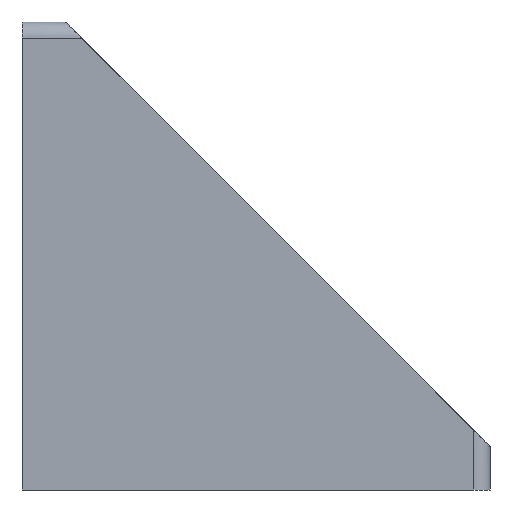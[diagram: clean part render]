
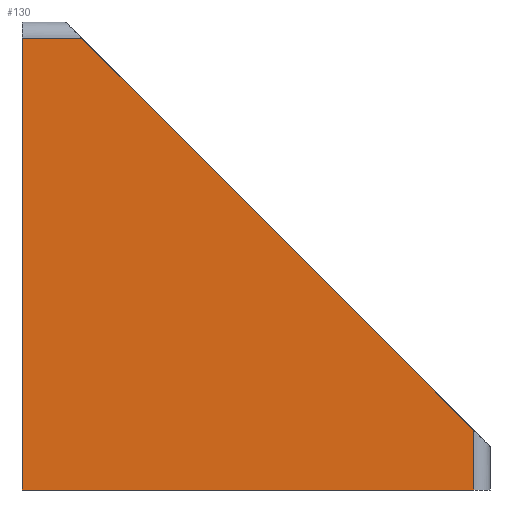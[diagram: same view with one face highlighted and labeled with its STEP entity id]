
A CAD part, left-side view. The second image highlights one B-rep face of the part: STEP entity #130.
In plain terms, the highlighted planar face has unit normal (-1, 0, 0).
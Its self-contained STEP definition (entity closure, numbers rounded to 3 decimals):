
#130=ADVANCED_FACE('',(#294),#295,.T.);
#294=FACE_OUTER_BOUND('',#488,.T.);
#295=PLANE('',#489);
#488=EDGE_LOOP('',(#840,#841,#842,#843,#844));
#489=AXIS2_PLACEMENT_3D('',#845,#846,#847);
#840=ORIENTED_EDGE('',*,*,#1233,.F.);
#841=ORIENTED_EDGE('',*,*,#1234,.T.);
#842=ORIENTED_EDGE('',*,*,#1223,.T.);
#843=ORIENTED_EDGE('',*,*,#1235,.F.);
#844=ORIENTED_EDGE('',*,*,#1129,.F.);
#845=CARTESIAN_POINT('',(-29.0,0.0,0.0));
#846=DIRECTION('',(-1.0,0.0,0.0));
#847=DIRECTION('',(0.0,-1.0,0.0));
#1129=EDGE_CURVE('',#1346,#1347,#1348,.T.);
#1223=EDGE_CURVE('',#1489,#1490,#1491,.T.);
#1233=EDGE_CURVE('',#1506,#1346,#1507,.T.);
#1234=EDGE_CURVE('',#1506,#1489,#1508,.T.);
#1235=EDGE_CURVE('',#1347,#1490,#1509,.T.);
#1346=VERTEX_POINT('',#1667);
#1347=VERTEX_POINT('',#1668);
#1348=LINE('',#1669,#1670);
#1489=VERTEX_POINT('',#1879);
#1490=VERTEX_POINT('',#1880);
#1491=LINE('',#1881,#1882);
#1506=VERTEX_POINT('',#1901);
#1507=LINE('',#1902,#1903);
#1508=LINE('',#1904,#1905);
#1509=LINE('',#1906,#1907);
#1667=CARTESIAN_POINT('',(-29.0,0.0,0.0));
#1668=CARTESIAN_POINT('',(-29.0,0.,55.0));
#1669=CARTESIAN_POINT('',(-29.0,0.0,0.0));
#1670=VECTOR('',#2119,55.0);
#1879=CARTESIAN_POINT('',(-29.0,-55.0,7.3));
#1880=CARTESIAN_POINT('',(-29.0,-7.3,55.0));
#1881=CARTESIAN_POINT('',(-29.0,-55.0,7.3));
#1882=VECTOR('',#2194,67.458);
#1901=CARTESIAN_POINT('',(-29.0,-55.0,0.0));
#1902=CARTESIAN_POINT('',(-29.0,-55.0,0.0));
#1903=VECTOR('',#2211,55.0);
#1904=CARTESIAN_POINT('',(-29.0,-55.0,0.0));
#1905=VECTOR('',#2212,7.3);
#1906=CARTESIAN_POINT('',(-29.0,0.,55.0));
#1907=VECTOR('',#2213,7.3);
#2119=DIRECTION('',(0.0,0.0,1.0));
#2194=DIRECTION('',(0.0,0.707,0.707));
#2211=DIRECTION('',(0.0,1.0,0.0));
#2212=DIRECTION('',(0.0,0.0,1.0));
#2213=DIRECTION('',(0.0,-1.0,0.0));
